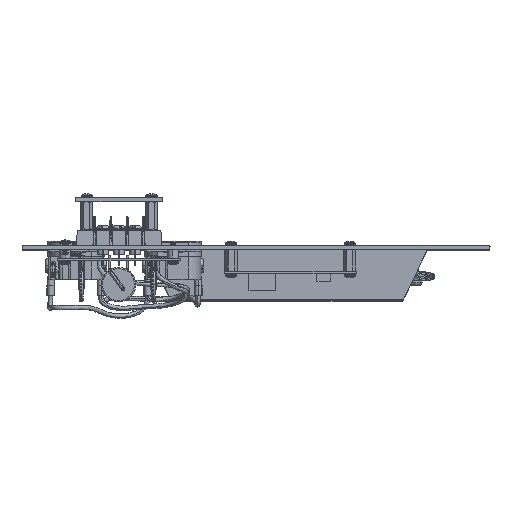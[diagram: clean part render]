
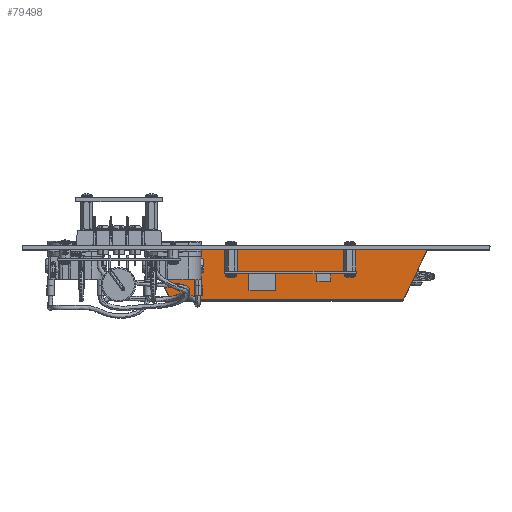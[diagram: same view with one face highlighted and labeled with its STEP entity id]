
A CAD part, top view. The second image highlights one B-rep face of the part: STEP entity #79498.
In plain terms, the highlighted face is planar.
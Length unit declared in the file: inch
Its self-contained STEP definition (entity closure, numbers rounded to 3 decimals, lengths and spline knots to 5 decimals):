
#1714 = VERTEX_POINT ( 'NONE', #81346 ) ;
#2584 = CARTESIAN_POINT ( 'NONE',  ( 3.25, 1.155, -1.194 ) ) ;
#4405 = CARTESIAN_POINT ( 'NONE',  ( 2.6875, 1.185, -1.194 ) ) ;
#5370 = CARTESIAN_POINT ( 'NONE',  ( -2.6875, 1.185, -1.194 ) ) ;
#8436 = VERTEX_POINT ( 'NONE', #31936 ) ;
#9247 = CARTESIAN_POINT ( 'NONE',  ( 3.25, 0., -1.194 ) ) ;
#9534 = ORIENTED_EDGE ( 'NONE', *, *, #27529, .F. ) ;
#12031 = ORIENTED_EDGE ( 'NONE', *, *, #33460, .F. ) ;
#12280 = EDGE_CURVE ( 'NONE', #79096, #52163, #75400, .T. ) ;
#16376 = LINE ( 'NONE', #44000, #34492 ) ;
#22285 = CARTESIAN_POINT ( 'NONE',  ( 2.70174, 1.155, -1.194 ) ) ;
#27529 = EDGE_CURVE ( 'NONE', #1714, #52163, #49975, .T. ) ;
#27928 = VECTOR ( 'NONE', #56086, 39.37008 ) ;
#31936 = CARTESIAN_POINT ( 'NONE',  ( -3.25, 0., -1.194 ) ) ;
#33460 = EDGE_CURVE ( 'NONE', #8436, #1714, #16376, .T. ) ;
#34492 = VECTOR ( 'NONE', #52974, 39.37008 ) ;
#36179 = PLANE ( 'NONE',  #57085 ) ;
#44000 = CARTESIAN_POINT ( 'NONE',  ( -3.25, 0., -1.194 ) ) ;
#45159 = DIRECTION ( 'NONE',  ( 1., 0., 0. ) ) ;
#46432 = CARTESIAN_POINT ( 'NONE',  ( -2.70174, 1.155, -1.194 ) ) ;
#49975 = LINE ( 'NONE', #4405, #70919 ) ;
#52163 = VERTEX_POINT ( 'NONE', #22285 ) ;
#52974 = DIRECTION ( 'NONE',  ( 1., 0., 0. ) ) ;
#56086 = DIRECTION ( 'NONE',  ( 1., 0., 0. ) ) ;
#57085 = AXIS2_PLACEMENT_3D ( 'NONE', #9247, #98482, #45159 ) ;
#70919 = VECTOR ( 'NONE', #102202, 39.37008 ) ;
#75400 = LINE ( 'NONE', #2584, #27928 ) ;
#78170 = ORIENTED_EDGE ( 'NONE', *, *, #12280, .T. ) ;
#79096 = VERTEX_POINT ( 'NONE', #46432 ) ;
#79498 = ADVANCED_FACE ( 'NONE', ( #80997 ), #36179, .F. ) ;
#80848 = EDGE_LOOP ( 'NONE', ( #95741, #78170, #9534, #12031 ) ) ;
#80997 = FACE_OUTER_BOUND ( 'NONE', #80848, .T. ) ;
#81346 = CARTESIAN_POINT ( 'NONE',  ( 3.25, 0., -1.194 ) ) ;
#86958 = EDGE_CURVE ( 'NONE', #79096, #8436, #98124, .T. ) ;
#95741 = ORIENTED_EDGE ( 'NONE', *, *, #86958, .F. ) ;
#98124 = LINE ( 'NONE', #5370, #100873 ) ;
#98482 = DIRECTION ( 'NONE',  ( 0., 0., 1. ) ) ;
#100873 = VECTOR ( 'NONE', #112945, 39.37008 ) ;
#102202 = DIRECTION ( 'NONE',  ( -0.429, 0.903, 0. ) ) ;
#112945 = DIRECTION ( 'NONE',  ( -0.429, -0.903, 0. ) ) ;
